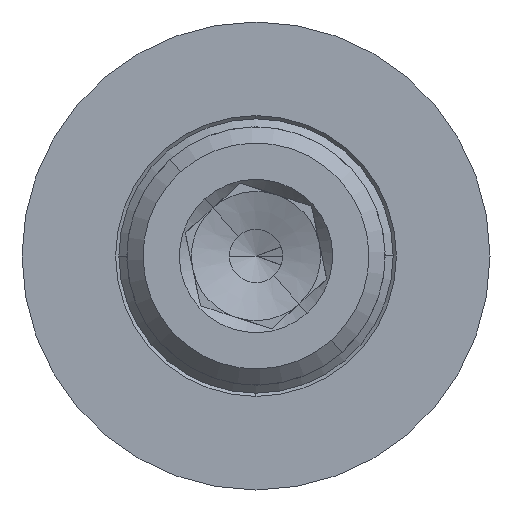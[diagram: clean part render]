
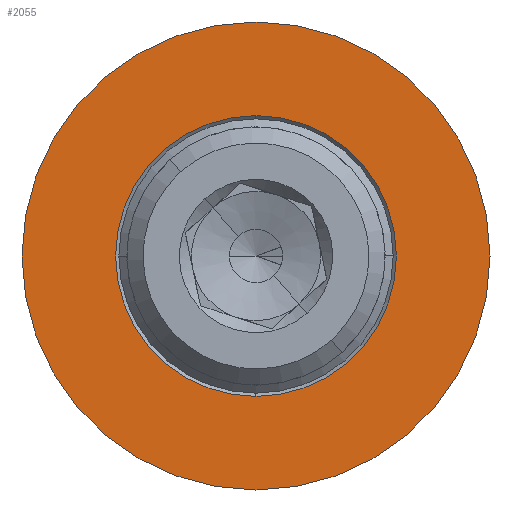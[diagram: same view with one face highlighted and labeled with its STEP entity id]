
A CAD part, left-side view. The second image highlights one B-rep face of the part: STEP entity #2055.
In plain terms, the highlighted planar face has unit normal (-1, 0, 0).
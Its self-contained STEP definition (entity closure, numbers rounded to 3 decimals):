
#637 = CARTESIAN_POINT ( 'NONE',  ( 0., 0., 8.7 ) ) ;
#981 = CIRCLE ( 'NONE', #2832, 14.5 ) ;
#1374 = EDGE_CURVE ( 'NONE', #10462, #7267, #981, .T. ) ;
#1827 = DIRECTION ( 'NONE',  ( -1., 0., 0. ) ) ;
#2019 = DIRECTION ( 'NONE',  ( 0., 0., 1. ) ) ;
#2055 = ADVANCED_FACE ( 'NONE', ( #7089, #11113 ), #9771, .F. ) ;
#2340 = ORIENTED_EDGE ( 'NONE', *, *, #3538, .F. ) ;
#2755 = EDGE_CURVE ( 'NONE', #4549, #8971, #8502, .T. ) ;
#2832 = AXIS2_PLACEMENT_3D ( 'NONE', #7237, #5408, #2019 ) ;
#3240 = CARTESIAN_POINT ( 'NONE',  ( 0., 0., 14.5 ) ) ;
#3374 = EDGE_CURVE ( 'NONE', #7267, #10462, #6244, .T. ) ;
#3538 = EDGE_CURVE ( 'NONE', #8971, #4549, #6384, .T. ) ;
#3782 = EDGE_LOOP ( 'NONE', ( #7868, #10369 ) ) ;
#4015 = DIRECTION ( 'NONE',  ( 0., 0., -1. ) ) ;
#4153 = CARTESIAN_POINT ( 'NONE',  ( 0., 0., -14.5 ) ) ;
#4549 = VERTEX_POINT ( 'NONE', #5245 ) ;
#4728 = ORIENTED_EDGE ( 'NONE', *, *, #2755, .F. ) ;
#4958 = AXIS2_PLACEMENT_3D ( 'NONE', #5036, #9486, #4015 ) ;
#5023 = DIRECTION ( 'NONE',  ( -1., 0., 0. ) ) ;
#5036 = CARTESIAN_POINT ( 'NONE',  ( 0., 14.5, 0. ) ) ;
#5105 = CARTESIAN_POINT ( 'NONE',  ( 0., 0., 0. ) ) ;
#5245 = CARTESIAN_POINT ( 'NONE',  ( 0., 0., -8.7 ) ) ;
#5408 = DIRECTION ( 'NONE',  ( -1., 0., 0. ) ) ;
#6020 = DIRECTION ( 'NONE',  ( 0., 0., 1. ) ) ;
#6244 = CIRCLE ( 'NONE', #8514, 14.5 ) ;
#6384 = CIRCLE ( 'NONE', #7060, 8.7 ) ;
#7060 = AXIS2_PLACEMENT_3D ( 'NONE', #7269, #1827, #8181 ) ;
#7089 = FACE_BOUND ( 'NONE', #8672, .T. ) ;
#7237 = CARTESIAN_POINT ( 'NONE',  ( 0., 0., 0. ) ) ;
#7267 = VERTEX_POINT ( 'NONE', #4153 ) ;
#7269 = CARTESIAN_POINT ( 'NONE',  ( 0., 0., 0. ) ) ;
#7868 = ORIENTED_EDGE ( 'NONE', *, *, #1374, .T. ) ;
#8181 = DIRECTION ( 'NONE',  ( 0., 0., 1. ) ) ;
#8502 = CIRCLE ( 'NONE', #8554, 8.7 ) ;
#8514 = AXIS2_PLACEMENT_3D ( 'NONE', #5105, #11507, #6020 ) ;
#8554 = AXIS2_PLACEMENT_3D ( 'NONE', #10500, #5023, #11421 ) ;
#8672 = EDGE_LOOP ( 'NONE', ( #2340, #4728 ) ) ;
#8971 = VERTEX_POINT ( 'NONE', #637 ) ;
#9486 = DIRECTION ( 'NONE',  ( 1., 0., 0. ) ) ;
#9771 = PLANE ( 'NONE',  #4958 ) ;
#10369 = ORIENTED_EDGE ( 'NONE', *, *, #3374, .T. ) ;
#10462 = VERTEX_POINT ( 'NONE', #3240 ) ;
#10500 = CARTESIAN_POINT ( 'NONE',  ( 0., 0., 0. ) ) ;
#11113 = FACE_OUTER_BOUND ( 'NONE', #3782, .T. ) ;
#11421 = DIRECTION ( 'NONE',  ( 0., 0., 1. ) ) ;
#11507 = DIRECTION ( 'NONE',  ( -1., 0., 0. ) ) ;
